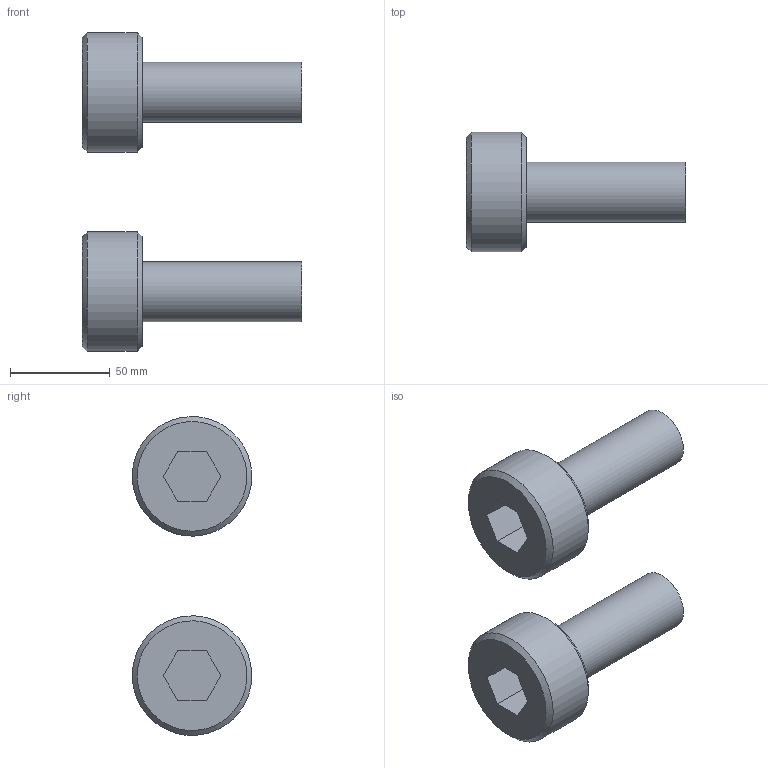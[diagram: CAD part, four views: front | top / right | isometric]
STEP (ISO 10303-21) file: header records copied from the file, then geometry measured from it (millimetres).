
FILE_DESCRIPTION(/* description */ (''),/* implementation_level */ '2;1');
FILE_NAME(/* name */ 'E-TKT_024-mechanic_m3_screw_ISO4762-M3x8',/* time_stamp */ '2023-04-19T16:06:49-03:00',/* author */ (''),/* organization */ (''),/* preprocessor_version */ 'ST-DEVELOPER v16.5',/* originating_system */ '',/* authorisation */ '');
FILE_SCHEMA (('AUTOMOTIVE_DESIGN'));
Length unit declared in the file: centimetre
Products named in the file (1): Document
Bounding box: 110 x 59.92 x 160 mm (x, y, z)
Volume: 258339.1 mm3; surface area: 40085.8 mm2
Topology: 2 solids, 2 shells, 28 faces, 56 edges, 36 vertices
Faces by surface type: plane 20, bspline 8
Entity records: 839 total; most frequent: CARTESIAN_POINT 398, ORIENTED_EDGE 112, EDGE_CURVE 56, B_SPLINE_CURVE_WITH_KNOTS 40, VERTEX_POINT 36, EDGE_LOOP 32, ADVANCED_FACE 28, FACE_OUTER_BOUND 28
